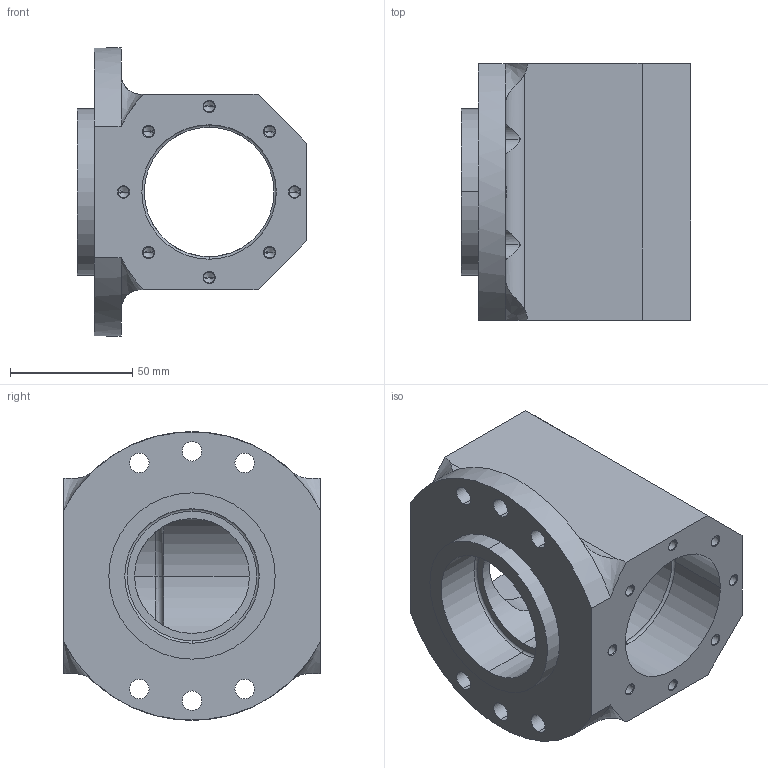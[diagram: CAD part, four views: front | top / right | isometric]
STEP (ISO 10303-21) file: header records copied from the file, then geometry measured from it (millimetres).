
FILE_DESCRIPTION (( 'STEP AP214' ), '1' );
FILE_NAME ('Piesa1.STEP', '2024-03-18T12:03:19', ( '' ), ( '' ), 'SwSTEP 2.0', 'SolidWorks 2022', '' );
FILE_SCHEMA (( 'AUTOMOTIVE_DESIGN' ));
Length unit declared in the file: millimetre
Products named in the file (1): Piesa1
Bounding box: 94 x 105 x 118 mm (x, y, z)
Volume: 378737.6 mm3; surface area: 69939.2 mm2
Topology: 1 solids, 1 shells, 123 faces, 318 edges, 188 vertices
Faces by surface type: cylinder 65, cone 32, plane 14, torus 8, bspline 4
Entity records: 5214 total; most frequent: CARTESIAN_POINT 1681, DIRECTION 655, ORIENTED_EDGE 596, EDGE_CURVE 298, AXIS2_PLACEMENT_3D 269, VERTEX_POINT 188, EDGE_LOOP 152, CIRCLE 149
